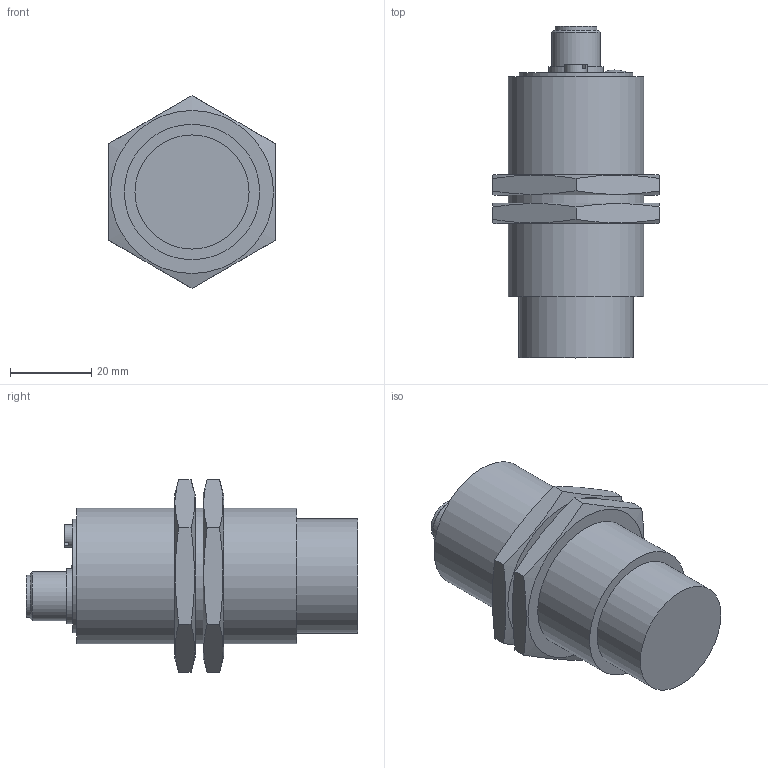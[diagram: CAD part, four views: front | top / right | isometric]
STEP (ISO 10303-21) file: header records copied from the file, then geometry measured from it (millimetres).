
FILE_DESCRIPTION(/* description */ (''),/* implementation_level */ '2;1');
FILE_NAME(/* name */ 'KA1272_Shrinkwrap_1.stp',/* time_stamp */ '2021-10-06T16:28:12+02:00',/* author */ ('Krieger Anja'),/* organization */ (''),/* preprocessor_version */ 'ST-DEVELOPER v18.1',/* originating_system */ 'Autodesk Inventor 2021',/* authorisation */ '');
FILE_SCHEMA (('AUTOMOTIVE_DESIGN { 1 0 10303 214 3 1 1 }'));
Length unit declared in the file: millimetre
Products named in the file (1): KA1272_Shrinkwrap_1
Bounding box: 41 x 81.5 x 47.34 mm (x, y, z)
Volume: 63281.2 mm3; surface area: 12130.5 mm2
Topology: 1 solids, 1 shells, 56 faces, 125 edges, 82 vertices
Faces by surface type: plane 29, cylinder 16, cone 5, sphere 5, bspline 1
Full cylindrical faces by diameter (mm): 1 x5, 5.5 x1, 10.3 x1, 12 x1, 13.5 x1, 27.8 x1, 28 x1, 33.25 x3
Entity records: 1697 total; most frequent: CARTESIAN_POINT 332, DIRECTION 261, ORIENTED_EDGE 238, EDGE_CURVE 119, AXIS2_PLACEMENT_3D 110, VERTEX_POINT 82, EDGE_LOOP 73, STYLED_ITEM 57
